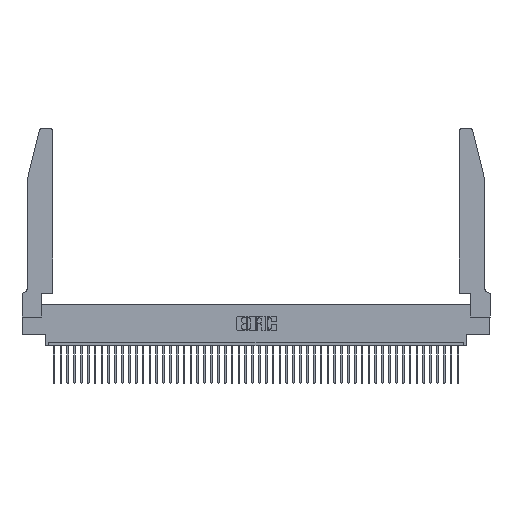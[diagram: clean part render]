
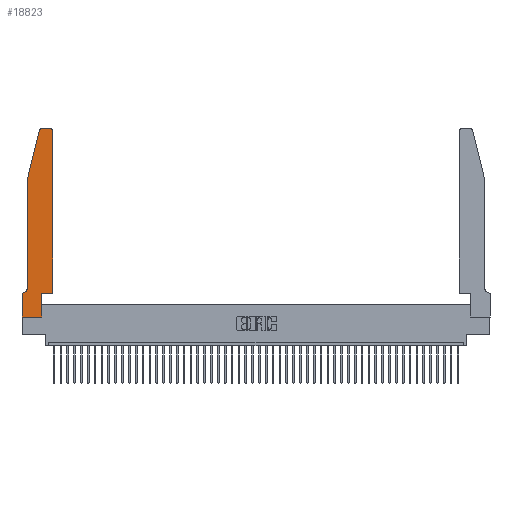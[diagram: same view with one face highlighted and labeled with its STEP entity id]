
A CAD part, top view. The second image highlights one B-rep face of the part: STEP entity #18823.
In plain terms, the highlighted planar face has unit normal (0, 0, 1).
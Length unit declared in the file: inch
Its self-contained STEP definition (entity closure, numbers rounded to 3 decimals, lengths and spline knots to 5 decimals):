
#971 = CARTESIAN_POINT ( 'NONE',  ( 0.4205, 2.72, 0.37 ) ) ;
#1479 = VECTOR ( 'NONE', #14136, 39.37008 ) ;
#1647 = EDGE_CURVE ( 'NONE', #30125, #1831, #17569, .T. ) ;
#1831 = VERTEX_POINT ( 'NONE', #31622 ) ;
#2558 = ORIENTED_EDGE ( 'NONE', *, *, #8288, .T. ) ;
#3040 = CARTESIAN_POINT ( 'NONE',  ( 0.2865, 0., 0.37 ) ) ;
#3340 = CARTESIAN_POINT ( 'NONE',  ( 0.2865, 0.35, 0.37 ) ) ;
#4314 = LINE ( 'NONE', #21652, #1479 ) ;
#4390 = ORIENTED_EDGE ( 'NONE', *, *, #26802, .T. ) ;
#4736 = ORIENTED_EDGE ( 'NONE', *, *, #24851, .T. ) ;
#4804 = ORIENTED_EDGE ( 'NONE', *, *, #33496, .T. ) ;
#5369 = LINE ( 'NONE', #44813, #38119 ) ;
#6691 = DIRECTION ( 'NONE',  ( 1., 0., 0. ) ) ;
#6811 = CARTESIAN_POINT ( 'NONE',  ( 0.4505, 2.72, 0.37 ) ) ;
#7794 = EDGE_CURVE ( 'NONE', #18181, #30125, #21705, .T. ) ;
#7822 = CARTESIAN_POINT ( 'NONE',  ( 0.4505, 0.35, 0.37 ) ) ;
#8288 = EDGE_CURVE ( 'NONE', #43048, #39592, #10708, .T. ) ;
#8388 = DIRECTION ( 'NONE',  ( 0., 0., 1. ) ) ;
#8432 = EDGE_CURVE ( 'NONE', #24158, #24316, #11266, .T. ) ;
#8446 = CARTESIAN_POINT ( 'NONE',  ( 0.284, 2.72, 0.37 ) ) ;
#9118 = EDGE_CURVE ( 'NONE', #47525, #14764, #41671, .T. ) ;
#9985 = FACE_OUTER_BOUND ( 'NONE', #22067, .T. ) ;
#10171 = VECTOR ( 'NONE', #6691, 39.37008 ) ;
#10541 = LINE ( 'NONE', #15732, #14056 ) ;
#10708 = LINE ( 'NONE', #47502, #10171 ) ;
#11266 = CIRCLE ( 'NONE', #17191, 0.07 ) ;
#11661 = VECTOR ( 'NONE', #45845, 39.37008 ) ;
#11937 = VERTEX_POINT ( 'NONE', #3040 ) ;
#12854 = ORIENTED_EDGE ( 'NONE', *, *, #9118, .T. ) ;
#14056 = VECTOR ( 'NONE', #15566, 39.37008 ) ;
#14136 = DIRECTION ( 'NONE',  ( 0., 1., 0. ) ) ;
#14291 = DIRECTION ( 'NONE',  ( -1., 0., 0. ) ) ;
#14764 = VERTEX_POINT ( 'NONE', #27652 ) ;
#15210 = VECTOR ( 'NONE', #44226, 39.37008 ) ;
#15566 = DIRECTION ( 'NONE',  ( 0., -1., 0. ) ) ;
#15732 = CARTESIAN_POINT ( 'NONE',  ( 0.0755, 2., 0.37 ) ) ;
#16135 = EDGE_CURVE ( 'NONE', #1831, #24158, #10541, .T. ) ;
#16353 = VECTOR ( 'NONE', #21506, 39.37008 ) ;
#16588 = EDGE_CURVE ( 'NONE', #24316, #47525, #45011, .T. ) ;
#16874 = CARTESIAN_POINT ( 'NONE',  ( 0.25487, 2.72718, 0.37 ) ) ;
#17191 = AXIS2_PLACEMENT_3D ( 'NONE', #36280, #46910, #14291 ) ;
#17569 = LINE ( 'NONE', #36676, #15210 ) ;
#18134 = VECTOR ( 'NONE', #21482, 39.37008 ) ;
#18181 = VERTEX_POINT ( 'NONE', #19921 ) ;
#18331 = EDGE_CURVE ( 'NONE', #11937, #43048, #39337, .T. ) ;
#18345 = ORIENTED_EDGE ( 'NONE', *, *, #7794, .T. ) ;
#18823 = ADVANCED_FACE ( 'NONE', ( #9985 ), #35668, .T. ) ;
#19921 = CARTESIAN_POINT ( 'NONE',  ( 0.284, 2.75, 0.37 ) ) ;
#21482 = DIRECTION ( 'NONE',  ( 0., -1., 0. ) ) ;
#21506 = DIRECTION ( 'NONE',  ( 1., 0., 0. ) ) ;
#21652 = CARTESIAN_POINT ( 'NONE',  ( 0.4505, 0.35, 0.37 ) ) ;
#21705 = CIRCLE ( 'NONE', #40541, 0.03 ) ;
#22067 = EDGE_LOOP ( 'NONE', ( #4736, #18345, #44529, #35896, #42490, #35191, #12854, #30691, #34189, #2558, #4804, #4390 ) ) ;
#22265 = DIRECTION ( 'NONE',  ( 0., 1., 0. ) ) ;
#22812 = VERTEX_POINT ( 'NONE', #6811 ) ;
#22911 = AXIS2_PLACEMENT_3D ( 'NONE', #39688, #38319, #40535 ) ;
#23192 = DIRECTION ( 'NONE',  ( 0., 0., 1. ) ) ;
#24158 = VERTEX_POINT ( 'NONE', #33271 ) ;
#24316 = VERTEX_POINT ( 'NONE', #35352 ) ;
#24361 = EDGE_CURVE ( 'NONE', #14764, #11937, #46835, .T. ) ;
#24851 = EDGE_CURVE ( 'NONE', #43912, #18181, #5369, .T. ) ;
#25523 = CARTESIAN_POINT ( 'NONE',  ( 0.2865, 0.35, 0.37 ) ) ;
#25575 = CARTESIAN_POINT ( 'NONE',  ( 0., 0., 0.37 ) ) ;
#26802 = EDGE_CURVE ( 'NONE', #22812, #43912, #42553, .T. ) ;
#26929 = DIRECTION ( 'NONE',  ( 1., 0., 0. ) ) ;
#27201 = AXIS2_PLACEMENT_3D ( 'NONE', #971, #8388, #34069 ) ;
#27652 = CARTESIAN_POINT ( 'NONE',  ( 0., 0., 0.37 ) ) ;
#30125 = VERTEX_POINT ( 'NONE', #16874 ) ;
#30691 = ORIENTED_EDGE ( 'NONE', *, *, #24361, .T. ) ;
#31622 = CARTESIAN_POINT ( 'NONE',  ( 0.0755, 2., 0.37 ) ) ;
#32550 = CARTESIAN_POINT ( 'NONE',  ( 0.4205, 2.75, 0.37 ) ) ;
#32980 = VECTOR ( 'NONE', #22265, 39.37008 ) ;
#33271 = CARTESIAN_POINT ( 'NONE',  ( 0.0755, 0.42, 0.37 ) ) ;
#33496 = EDGE_CURVE ( 'NONE', #39592, #22812, #4314, .T. ) ;
#34069 = DIRECTION ( 'NONE',  ( 1., 0., 0. ) ) ;
#34189 = ORIENTED_EDGE ( 'NONE', *, *, #18331, .T. ) ;
#34579 = CARTESIAN_POINT ( 'NONE',  ( 0.0755, 0.35, 0.37 ) ) ;
#35191 = ORIENTED_EDGE ( 'NONE', *, *, #16588, .T. ) ;
#35352 = CARTESIAN_POINT ( 'NONE',  ( 0.0055, 0.35, 0.37 ) ) ;
#35668 = PLANE ( 'NONE',  #22911 ) ;
#35896 = ORIENTED_EDGE ( 'NONE', *, *, #16135, .T. ) ;
#36280 = CARTESIAN_POINT ( 'NONE',  ( 0.0055, 0.42, 0.37 ) ) ;
#36676 = CARTESIAN_POINT ( 'NONE',  ( 0.0755, 2., 0.37 ) ) ;
#37115 = CARTESIAN_POINT ( 'NONE',  ( 0., 0.35, 0.37 ) ) ;
#38119 = VECTOR ( 'NONE', #44969, 39.37008 ) ;
#38319 = DIRECTION ( 'NONE',  ( 0., 0., 1. ) ) ;
#39337 = LINE ( 'NONE', #25523, #32980 ) ;
#39592 = VERTEX_POINT ( 'NONE', #7822 ) ;
#39688 = CARTESIAN_POINT ( 'NONE',  ( 0., 0.35, 0.37 ) ) ;
#40535 = DIRECTION ( 'NONE',  ( 1., 0., 0. ) ) ;
#40541 = AXIS2_PLACEMENT_3D ( 'NONE', #8446, #23192, #26929 ) ;
#41671 = LINE ( 'NONE', #25575, #18134 ) ;
#42490 = ORIENTED_EDGE ( 'NONE', *, *, #8432, .T. ) ;
#42553 = CIRCLE ( 'NONE', #27201, 0.03 ) ;
#42916 = CARTESIAN_POINT ( 'NONE',  ( 0., 0., 0.37 ) ) ;
#43048 = VERTEX_POINT ( 'NONE', #3340 ) ;
#43912 = VERTEX_POINT ( 'NONE', #32550 ) ;
#44226 = DIRECTION ( 'NONE',  ( -0.239, -0.971, 0. ) ) ;
#44529 = ORIENTED_EDGE ( 'NONE', *, *, #1647, .T. ) ;
#44813 = CARTESIAN_POINT ( 'NONE',  ( 0.2605, 2.75, 0.37 ) ) ;
#44969 = DIRECTION ( 'NONE',  ( -1., 0., 0. ) ) ;
#45011 = LINE ( 'NONE', #34579, #11661 ) ;
#45845 = DIRECTION ( 'NONE',  ( -1., 0., 0. ) ) ;
#46835 = LINE ( 'NONE', #42916, #16353 ) ;
#46910 = DIRECTION ( 'NONE',  ( 0., 0., -1. ) ) ;
#47502 = CARTESIAN_POINT ( 'NONE',  ( 0.4505, 0.35, 0.37 ) ) ;
#47525 = VERTEX_POINT ( 'NONE', #37115 ) ;
